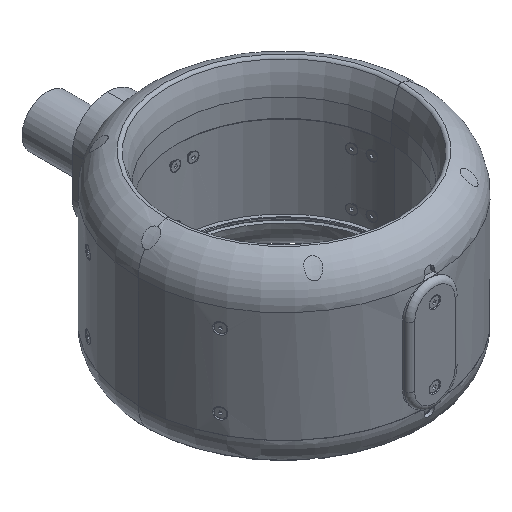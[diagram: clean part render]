
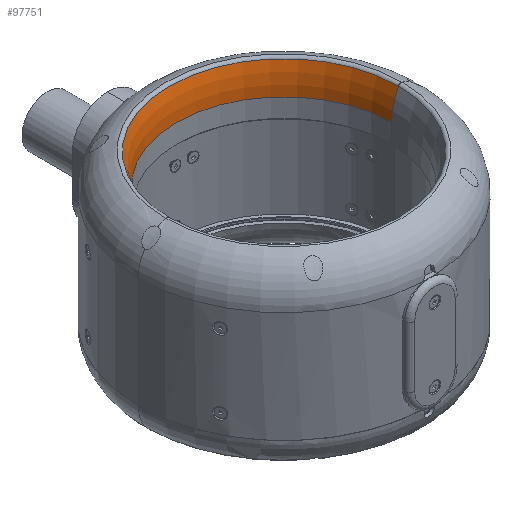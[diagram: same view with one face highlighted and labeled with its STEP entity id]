
A CAD part, isometric view. The second image highlights one B-rep face of the part: STEP entity #97751.
In plain terms, the highlighted toroidal (fillet/blend) face has major radius 186.901 mm and minor radius 80 mm.
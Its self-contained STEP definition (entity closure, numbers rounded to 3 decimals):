
#229 = CIRCLE ( 'NONE', #62567, 113.683 ) ;
#659 = EDGE_CURVE ( 'NONE', #130878, #142122, #95155, .T. ) ;
#1257 = ORIENTED_EDGE ( 'NONE', *, *, #143967, .F. ) ;
#2722 = AXIS2_PLACEMENT_3D ( 'NONE', #69996, #80500, #115782 ) ;
#3900 = ORIENTED_EDGE ( 'NONE', *, *, #12388, .T. ) ;
#12388 = EDGE_CURVE ( 'NONE', #30443, #13861, #229, .T. ) ;
#13861 = VERTEX_POINT ( 'NONE', #70540 ) ;
#14423 = ORIENTED_EDGE ( 'NONE', *, *, #116575, .T. ) ;
#14485 = CARTESIAN_POINT ( 'NONE',  ( 0., 0., 58.637 ) ) ;
#24702 = AXIS2_PLACEMENT_3D ( 'NONE', #84234, #130671, #28103 ) ;
#28103 = DIRECTION ( 'NONE',  ( -1., 0., 0. ) ) ;
#30443 = VERTEX_POINT ( 'NONE', #113305 ) ;
#37040 = CARTESIAN_POINT ( 'NONE',  ( 0., 0., 62.824 ) ) ;
#39192 = DIRECTION ( 'NONE',  ( 1., 0., 0. ) ) ;
#59517 = DIRECTION ( 'NONE',  ( 0., 0., 1. ) ) ;
#60206 = DIRECTION ( 'NONE',  ( 0., 0., 1. ) ) ;
#62567 = AXIS2_PLACEMENT_3D ( 'NONE', #85869, #74679, #86632 ) ;
#69996 = CARTESIAN_POINT ( 'NONE',  ( 186.902, 0., 58.637 ) ) ;
#70540 = CARTESIAN_POINT ( 'NONE',  ( -113.683, 0., 90.872 ) ) ;
#73494 = TOROIDAL_SURFACE ( 'NONE', #140412, 186.902, 80. ) ;
#74679 = DIRECTION ( 'NONE',  ( 0., 0., 1. ) ) ;
#76368 = ORIENTED_EDGE ( 'NONE', *, *, #659, .F. ) ;
#76760 = CARTESIAN_POINT ( 'NONE',  ( -107.011, 0., 62.824 ) ) ;
#80439 = DIRECTION ( 'NONE',  ( 1., 0., 0. ) ) ;
#80500 = DIRECTION ( 'NONE',  ( 0., -1., 0. ) ) ;
#84113 = CIRCLE ( 'NONE', #2722, 80. ) ;
#84234 = CARTESIAN_POINT ( 'NONE',  ( -186.902, 0., 58.637 ) ) ;
#85869 = CARTESIAN_POINT ( 'NONE',  ( 0., 0., 90.872 ) ) ;
#86632 = DIRECTION ( 'NONE',  ( 1., 0., 0. ) ) ;
#95155 = CIRCLE ( 'NONE', #131027, 107.011 ) ;
#95333 = FACE_OUTER_BOUND ( 'NONE', #108646, .T. ) ;
#97751 = ADVANCED_FACE ( 'NONE', ( #95333 ), #73494, .T. ) ;
#108646 = EDGE_LOOP ( 'NONE', ( #3900, #14423, #76368, #1257 ) ) ;
#113305 = CARTESIAN_POINT ( 'NONE',  ( 113.683, 0., 90.872 ) ) ;
#115782 = DIRECTION ( 'NONE',  ( 1., 0., 0. ) ) ;
#116575 = EDGE_CURVE ( 'NONE', #13861, #142122, #146587, .T. ) ;
#130671 = DIRECTION ( 'NONE',  ( 0., 1., 0. ) ) ;
#130878 = VERTEX_POINT ( 'NONE', #132281 ) ;
#131027 = AXIS2_PLACEMENT_3D ( 'NONE', #37040, #59517, #80439 ) ;
#132281 = CARTESIAN_POINT ( 'NONE',  ( 107.011, 0., 62.824 ) ) ;
#140412 = AXIS2_PLACEMENT_3D ( 'NONE', #14485, #60206, #39192 ) ;
#142122 = VERTEX_POINT ( 'NONE', #76760 ) ;
#143967 = EDGE_CURVE ( 'NONE', #30443, #130878, #84113, .T. ) ;
#146587 = CIRCLE ( 'NONE', #24702, 80. ) ;
